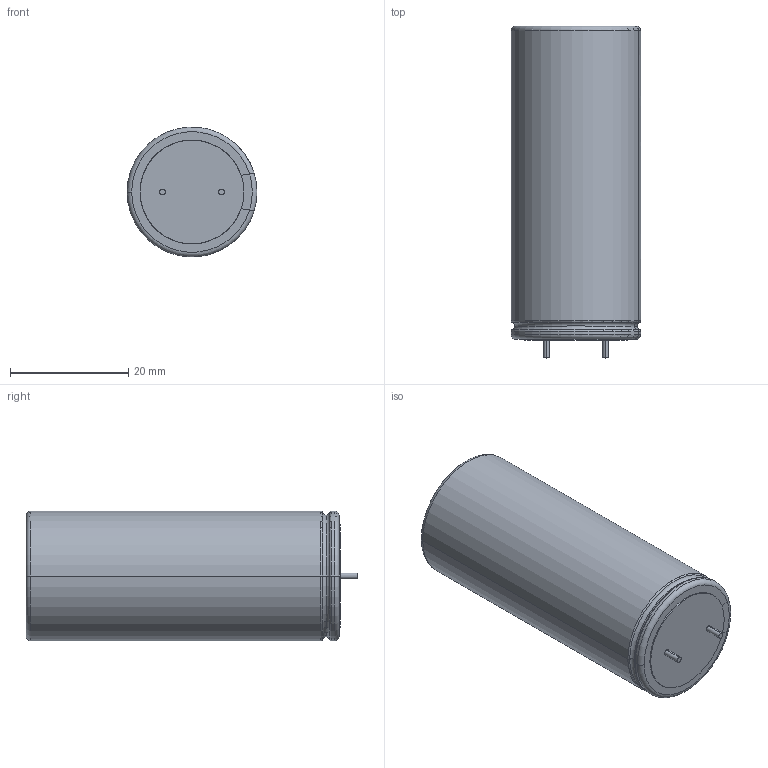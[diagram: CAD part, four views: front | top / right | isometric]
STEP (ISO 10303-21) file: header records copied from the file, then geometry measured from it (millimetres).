
FILE_DESCRIPTION (( 'STEP AP214' ), '1' );
FILE_NAME ('CAP ALTH D-22MM L-10MM H-53MM.STEP', '2017-01-08T08:08:38', ( '' ), ( '' ), 'SwSTEP 2.0', 'SolidWorks 2016', '' );
FILE_SCHEMA (( 'AUTOMOTIVE_DESIGN' ));
Length unit declared in the file: millimetre
Products named in the file (1): CAP ALTH D-22MM L-10MM H-53MM
Bounding box: 22 x 56.2 x 21.95 mm (x, y, z)
Volume: 20125.4 mm3; surface area: 4443.8 mm2
Topology: 1 solids, 1 shells, 60 faces, 157 edges, 115 vertices
Faces by surface type: cylinder 30, torus 22, plane 8
Entity records: 2857 total; most frequent: CARTESIAN_POINT 909, ORIENTED_EDGE 314, DIRECTION 294, EDGE_CURVE 157, AXIS2_PLACEMENT_3D 122, VERTEX_POINT 115, EDGE_LOOP 76, CIRCLE 61
